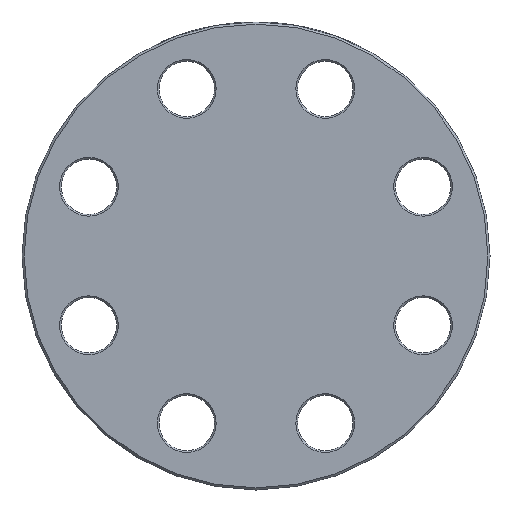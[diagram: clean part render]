
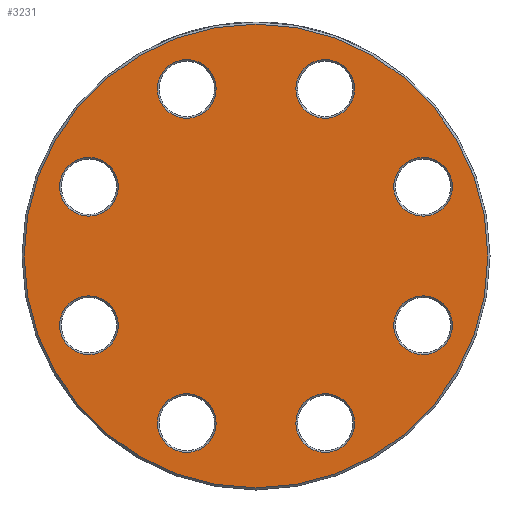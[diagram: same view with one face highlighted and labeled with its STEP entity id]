
A CAD part, left-side view. The second image highlights one B-rep face of the part: STEP entity #3231.
In plain terms, the highlighted planar face has unit normal (-1, 0, 0).
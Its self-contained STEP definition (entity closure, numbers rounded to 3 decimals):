
#7 = CIRCLE ( 'NONE', #1973, 13.8 ) ;
#77 = DIRECTION ( 'NONE',  ( 0., 0., -1. ) ) ;
#86 = EDGE_CURVE ( 'NONE', #3120, #3120, #4149, .T. ) ;
#87 = CIRCLE ( 'NONE', #193, 13.8 ) ;
#120 = EDGE_CURVE ( 'NONE', #1977, #1977, #5890, .T. ) ;
#130 = CARTESIAN_POINT ( 'NONE',  ( 0., -78.53, 18.728 ) ) ;
#165 = DIRECTION ( 'NONE',  ( 0., 0., -1. ) ) ;
#193 = AXIS2_PLACEMENT_3D ( 'NONE', #4264, #5608, #1274 ) ;
#205 = ORIENTED_EDGE ( 'NONE', *, *, #86, .T. ) ;
#318 = ORIENTED_EDGE ( 'NONE', *, *, #955, .T. ) ;
#345 = EDGE_LOOP ( 'NONE', ( #4385 ) ) ;
#562 = CARTESIAN_POINT ( 'NONE',  ( 0., -78.53, -32.528 ) ) ;
#647 = VERTEX_POINT ( 'NONE', #3580 ) ;
#896 = FACE_BOUND ( 'NONE', #345, .T. ) ;
#955 = EDGE_CURVE ( 'NONE', #3547, #3547, #1772, .T. ) ;
#999 = VERTEX_POINT ( 'NONE', #5016 ) ;
#1011 = ORIENTED_EDGE ( 'NONE', *, *, #120, .T. ) ;
#1053 = DIRECTION ( 'NONE',  ( 0., 0., -1. ) ) ;
#1098 = CARTESIAN_POINT ( 'NONE',  ( 0., 32.528, 64.73 ) ) ;
#1101 = CARTESIAN_POINT ( 'NONE',  ( 0., 78.53, 32.528 ) ) ;
#1115 = ORIENTED_EDGE ( 'NONE', *, *, #1721, .T. ) ;
#1136 = AXIS2_PLACEMENT_3D ( 'NONE', #562, #4521, #77 ) ;
#1197 = EDGE_CURVE ( 'NONE', #647, #647, #4777, .T. ) ;
#1218 = DIRECTION ( 'NONE',  ( 0., 0., -1. ) ) ;
#1235 = EDGE_CURVE ( 'NONE', #999, #999, #7, .T. ) ;
#1258 = FACE_BOUND ( 'NONE', #4519, .T. ) ;
#1274 = DIRECTION ( 'NONE',  ( 0., 0., -1. ) ) ;
#1275 = CARTESIAN_POINT ( 'NONE',  ( 0., -32.528, -78.53 ) ) ;
#1335 = AXIS2_PLACEMENT_3D ( 'NONE', #5938, #1570, #4551 ) ;
#1352 = PLANE ( 'NONE',  #2384 ) ;
#1353 = EDGE_CURVE ( 'NONE', #5083, #5083, #3125, .T. ) ;
#1452 = DIRECTION ( 'NONE',  ( 1., 0., 0. ) ) ;
#1536 = CARTESIAN_POINT ( 'NONE',  ( 0., -32.528, 78.53 ) ) ;
#1552 = CARTESIAN_POINT ( 'NONE',  ( 0., -32.528, 64.73 ) ) ;
#1555 = DIRECTION ( 'NONE',  ( 1., 0., 0. ) ) ;
#1570 = DIRECTION ( 'NONE',  ( -1., 0., 0. ) ) ;
#1598 = ORIENTED_EDGE ( 'NONE', *, *, #4925, .T. ) ;
#1604 = DIRECTION ( 'NONE',  ( 1., 0., 0. ) ) ;
#1721 = EDGE_CURVE ( 'NONE', #5561, #5561, #3204, .T. ) ;
#1730 = DIRECTION ( 'NONE',  ( 0., 0., -1. ) ) ;
#1772 = CIRCLE ( 'NONE', #5593, 13.8 ) ;
#1811 = FACE_BOUND ( 'NONE', #5806, .T. ) ;
#1839 = DIRECTION ( 'NONE',  ( 1., 0., 0. ) ) ;
#1957 = AXIS2_PLACEMENT_3D ( 'NONE', #4210, #1604, #1218 ) ;
#1962 = EDGE_LOOP ( 'NONE', ( #205 ) ) ;
#1973 = AXIS2_PLACEMENT_3D ( 'NONE', #1101, #1555, #165 ) ;
#1977 = VERTEX_POINT ( 'NONE', #2983 ) ;
#2068 = CARTESIAN_POINT ( 'NONE',  ( 0., 0., -109. ) ) ;
#2072 = CARTESIAN_POINT ( 'NONE',  ( 0., 78.53, -32.528 ) ) ;
#2138 = DIRECTION ( 'NONE',  ( 0., 0., -1. ) ) ;
#2384 = AXIS2_PLACEMENT_3D ( 'NONE', #5759, #1839, #5300 ) ;
#2504 = EDGE_LOOP ( 'NONE', ( #1598 ) ) ;
#2623 = CARTESIAN_POINT ( 'NONE',  ( 0., -32.528, -92.33 ) ) ;
#2776 = FACE_OUTER_BOUND ( 'NONE', #5002, .T. ) ;
#2983 = CARTESIAN_POINT ( 'NONE',  ( 0., -78.53, -46.328 ) ) ;
#3120 = VERTEX_POINT ( 'NONE', #1552 ) ;
#3125 = CIRCLE ( 'NONE', #3758, 13.8 ) ;
#3203 = ORIENTED_EDGE ( 'NONE', *, *, #1353, .T. ) ;
#3204 = CIRCLE ( 'NONE', #1335, 109. ) ;
#3231 = ADVANCED_FACE ( 'NONE', ( #2776, #1811, #896, #3856, #3308, #5205, #4247, #1258, #5265 ), #1352, .F. ) ;
#3296 = EDGE_LOOP ( 'NONE', ( #1011 ) ) ;
#3308 = FACE_BOUND ( 'NONE', #2504, .T. ) ;
#3363 = ORIENTED_EDGE ( 'NONE', *, *, #1197, .T. ) ;
#3443 = AXIS2_PLACEMENT_3D ( 'NONE', #2072, #6051, #2138 ) ;
#3547 = VERTEX_POINT ( 'NONE', #2623 ) ;
#3580 = CARTESIAN_POINT ( 'NONE',  ( 0., 78.53, -46.328 ) ) ;
#3758 = AXIS2_PLACEMENT_3D ( 'NONE', #4829, #1452, #5826 ) ;
#3856 = FACE_BOUND ( 'NONE', #1962, .T. ) ;
#4004 = EDGE_LOOP ( 'NONE', ( #3363 ) ) ;
#4051 = EDGE_CURVE ( 'NONE', #5983, #5983, #87, .T. ) ;
#4149 = CIRCLE ( 'NONE', #4865, 13.8 ) ;
#4210 = CARTESIAN_POINT ( 'NONE',  ( 0., -78.53, 32.528 ) ) ;
#4247 = FACE_BOUND ( 'NONE', #4324, .T. ) ;
#4264 = CARTESIAN_POINT ( 'NONE',  ( 0., 32.528, 78.53 ) ) ;
#4324 = EDGE_LOOP ( 'NONE', ( #318 ) ) ;
#4385 = ORIENTED_EDGE ( 'NONE', *, *, #4051, .T. ) ;
#4519 = EDGE_LOOP ( 'NONE', ( #3203 ) ) ;
#4521 = DIRECTION ( 'NONE',  ( 1., 0., 0. ) ) ;
#4551 = DIRECTION ( 'NONE',  ( 0., 0., -1. ) ) ;
#4760 = CIRCLE ( 'NONE', #1957, 13.8 ) ;
#4777 = CIRCLE ( 'NONE', #3443, 13.8 ) ;
#4829 = CARTESIAN_POINT ( 'NONE',  ( 0., 32.528, -78.53 ) ) ;
#4865 = AXIS2_PLACEMENT_3D ( 'NONE', #1536, #5484, #1053 ) ;
#4925 = EDGE_CURVE ( 'NONE', #4953, #4953, #4760, .T. ) ;
#4953 = VERTEX_POINT ( 'NONE', #130 ) ;
#4984 = CARTESIAN_POINT ( 'NONE',  ( 0., 32.528, -92.33 ) ) ;
#5002 = EDGE_LOOP ( 'NONE', ( #1115 ) ) ;
#5016 = CARTESIAN_POINT ( 'NONE',  ( 0., 78.53, 18.728 ) ) ;
#5083 = VERTEX_POINT ( 'NONE', #4984 ) ;
#5205 = FACE_BOUND ( 'NONE', #3296, .T. ) ;
#5248 = DIRECTION ( 'NONE',  ( 1., 0., 0. ) ) ;
#5265 = FACE_BOUND ( 'NONE', #4004, .T. ) ;
#5300 = DIRECTION ( 'NONE',  ( 0., 0., -1. ) ) ;
#5484 = DIRECTION ( 'NONE',  ( 1., 0., 0. ) ) ;
#5561 = VERTEX_POINT ( 'NONE', #2068 ) ;
#5593 = AXIS2_PLACEMENT_3D ( 'NONE', #1275, #5248, #1730 ) ;
#5608 = DIRECTION ( 'NONE',  ( 1., 0., 0. ) ) ;
#5759 = CARTESIAN_POINT ( 'NONE',  ( 0., 0., 0. ) ) ;
#5806 = EDGE_LOOP ( 'NONE', ( #5958 ) ) ;
#5826 = DIRECTION ( 'NONE',  ( 0., 0., -1. ) ) ;
#5890 = CIRCLE ( 'NONE', #1136, 13.8 ) ;
#5938 = CARTESIAN_POINT ( 'NONE',  ( 0., 0., 0. ) ) ;
#5958 = ORIENTED_EDGE ( 'NONE', *, *, #1235, .T. ) ;
#5983 = VERTEX_POINT ( 'NONE', #1098 ) ;
#6051 = DIRECTION ( 'NONE',  ( 1., 0., 0. ) ) ;
